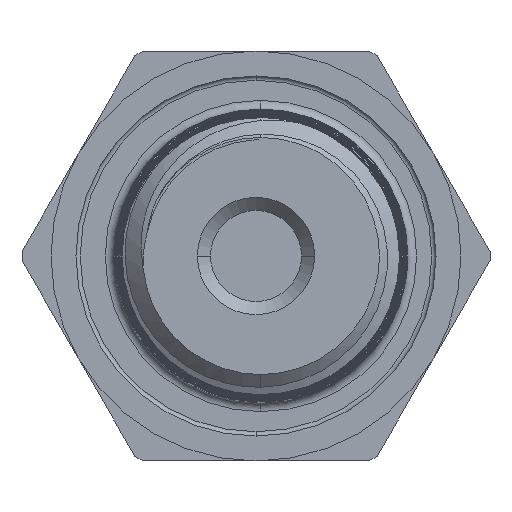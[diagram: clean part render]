
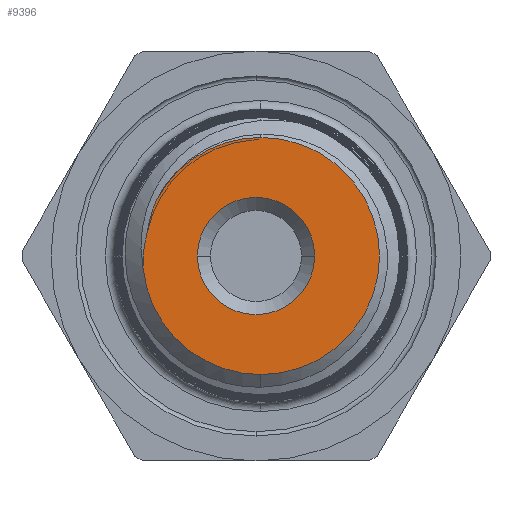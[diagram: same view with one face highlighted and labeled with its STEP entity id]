
A CAD part, front view. The second image highlights one B-rep face of the part: STEP entity #9396.
In plain terms, the highlighted planar face has unit normal (0, -1, 0).
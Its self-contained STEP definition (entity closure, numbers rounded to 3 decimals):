
#289 = AXIS2_PLACEMENT_3D ( 'NONE', #421, #4069, #3804 ) ;
#421 = CARTESIAN_POINT ( 'NONE',  ( 0., -1.1, 0. ) ) ;
#455 = AXIS2_PLACEMENT_3D ( 'NONE', #7521, #7537, #7550 ) ;
#700 = CARTESIAN_POINT ( 'NONE',  ( -5.207, -1.1, -0.003 ) ) ;
#874 = CARTESIAN_POINT ( 'NONE',  ( -4.575, -1.1, 2.61 ) ) ;
#937 = EDGE_CURVE ( 'NONE', #2974, #6602, #6831, .T. ) ;
#1031 = AXIS2_PLACEMENT_3D ( 'NONE', #2061, #2083, #2107 ) ;
#1149 = CARTESIAN_POINT ( 'NONE',  ( 0.228, -1.1, 5.467 ) ) ;
#1233 = AXIS2_PLACEMENT_3D ( 'NONE', #9173, #6676, #1544 ) ;
#1274 = ORIENTED_EDGE ( 'NONE', *, *, #4301, .T. ) ;
#1371 = ORIENTED_EDGE ( 'NONE', *, *, #4214, .T. ) ;
#1418 = ORIENTED_EDGE ( 'NONE', *, *, #4366, .T. ) ;
#1468 = ORIENTED_EDGE ( 'NONE', *, *, #6951, .F. ) ;
#1495 = ORIENTED_EDGE ( 'NONE', *, *, #6933, .F. ) ;
#1544 = DIRECTION ( 'NONE',  ( -1., 0., 0. ) ) ;
#1559 = CARTESIAN_POINT ( 'NONE',  ( -5.089, -1.1, 0.813 ) ) ;
#1567 = ORIENTED_EDGE ( 'NONE', *, *, #6887, .T. ) ;
#1610 = AXIS2_PLACEMENT_3D ( 'NONE', #2415, #2429, #2452 ) ;
#1728 = ORIENTED_EDGE ( 'NONE', *, *, #937, .T. ) ;
#1931 = CARTESIAN_POINT ( 'NONE',  ( 2.7, -1.1, 0. ) ) ;
#2061 = CARTESIAN_POINT ( 'NONE',  ( 0.228, -1.1, 0. ) ) ;
#2083 = DIRECTION ( 'NONE',  ( 0., -1., 0. ) ) ;
#2107 = DIRECTION ( 'NONE',  ( -1., 0., 0. ) ) ;
#2312 = DIRECTION ( 'NONE',  ( 0., 1., 0. ) ) ;
#2384 = CARTESIAN_POINT ( 'NONE',  ( -4.575, -1.1, 2.61 ) ) ;
#2415 = CARTESIAN_POINT ( 'NONE',  ( 0.228, -1.1, 0. ) ) ;
#2429 = DIRECTION ( 'NONE',  ( 0., -1., 0. ) ) ;
#2452 = DIRECTION ( 'NONE',  ( -1., 0., 0. ) ) ;
#2656 = CARTESIAN_POINT ( 'NONE',  ( -2.7, -1.1, 0. ) ) ;
#2856 = VERTEX_POINT ( 'NONE', #1149 ) ;
#2974 = VERTEX_POINT ( 'NONE', #1931 ) ;
#3029 = CARTESIAN_POINT ( 'NONE',  ( -5.014, -1.1, 1.08 ) ) ;
#3804 = DIRECTION ( 'NONE',  ( -1., 0., 0. ) ) ;
#4069 = DIRECTION ( 'NONE',  ( 0., 1., 0. ) ) ;
#4111 = CARTESIAN_POINT ( 'NONE',  ( -5.21, -1.1, -0.549 ) ) ;
#4214 = EDGE_CURVE ( 'NONE', #4611, #2856, #5466, .T. ) ;
#4301 = EDGE_CURVE ( 'NONE', #2856, #5310, #4951, .T. ) ;
#4366 = EDGE_CURVE ( 'NONE', #9390, #4611, #6002, .T. ) ;
#4611 = VERTEX_POINT ( 'NONE', #5749 ) ;
#4951 = CIRCLE ( 'NONE', #1031, 5.467 ) ;
#5018 = CARTESIAN_POINT ( 'NONE',  ( -5.219, -1.1, -0.276 ) ) ;
#5310 = VERTEX_POINT ( 'NONE', #874 ) ;
#5466 = CIRCLE ( 'NONE', #455, 5.467 ) ;
#5537 = B_SPLINE_CURVE_WITH_KNOTS ( 'NONE', 3,
 ( #5818, #10768, #7540, #2384 ),
 .UNSPECIFIED., .F., .F.,
 ( 4, 4 ),
 ( 0., 0.002 ),
 .UNSPECIFIED. ) ;
#5730 = B_SPLINE_CURVE_WITH_KNOTS ( 'NONE', 3,
 ( #10804, #5018, #700, #6696, #1559, #7573 ),
 .UNSPECIFIED., .F., .F.,
 ( 4, 2, 4 ),
 ( 0.006, 0.007, 0.008 ),
 .UNSPECIFIED. ) ;
#5749 = CARTESIAN_POINT ( 'NONE',  ( 0.228, -1.1, -5.467 ) ) ;
#5818 = CARTESIAN_POINT ( 'NONE',  ( -5.014, -1.1, 1.08 ) ) ;
#6002 = CIRCLE ( 'NONE', #1610, 5.467 ) ;
#6543 = FACE_BOUND ( 'NONE', #7597, .T. ) ;
#6568 = AXIS2_PLACEMENT_3D ( 'NONE', #7459, #2312, #8300 ) ;
#6602 = VERTEX_POINT ( 'NONE', #2656 ) ;
#6676 = DIRECTION ( 'NONE',  ( 0., 1., 0. ) ) ;
#6696 = CARTESIAN_POINT ( 'NONE',  ( -5.142, -1.1, 0.541 ) ) ;
#6831 = CIRCLE ( 'NONE', #289, 2.7 ) ;
#6887 = EDGE_CURVE ( 'NONE', #6602, #2974, #7245, .T. ) ;
#6933 = EDGE_CURVE ( 'NONE', #8669, #5310, #5537, .T. ) ;
#6951 = EDGE_CURVE ( 'NONE', #9390, #8669, #5730, .T. ) ;
#7245 = CIRCLE ( 'NONE', #6568, 2.7 ) ;
#7308 = EDGE_LOOP ( 'NONE', ( #1495, #1468, #1418, #1371, #1274 ) ) ;
#7459 = CARTESIAN_POINT ( 'NONE',  ( 0., -1.1, 0. ) ) ;
#7521 = CARTESIAN_POINT ( 'NONE',  ( 0.228, -1.1, 0. ) ) ;
#7537 = DIRECTION ( 'NONE',  ( 0., -1., 0. ) ) ;
#7540 = CARTESIAN_POINT ( 'NONE',  ( -4.796, -1.1, 2.123 ) ) ;
#7550 = DIRECTION ( 'NONE',  ( -1., 0., 0. ) ) ;
#7573 = CARTESIAN_POINT ( 'NONE',  ( -5.014, -1.1, 1.08 ) ) ;
#7597 = EDGE_LOOP ( 'NONE', ( #1728, #1567 ) ) ;
#8300 = DIRECTION ( 'NONE',  ( -1., 0., 0. ) ) ;
#8356 = PLANE ( 'NONE',  #1233 ) ;
#8669 = VERTEX_POINT ( 'NONE', #3029 ) ;
#9173 = CARTESIAN_POINT ( 'NONE',  ( 6.578, -1.1, 0. ) ) ;
#9390 = VERTEX_POINT ( 'NONE', #4111 ) ;
#9396 = ADVANCED_FACE ( 'NONE', ( #6543, #10926 ), #8356, .F. ) ;
#10768 = CARTESIAN_POINT ( 'NONE',  ( -4.944, -1.1, 1.614 ) ) ;
#10804 = CARTESIAN_POINT ( 'NONE',  ( -5.21, -1.1, -0.549 ) ) ;
#10926 = FACE_OUTER_BOUND ( 'NONE', #7308, .T. ) ;
